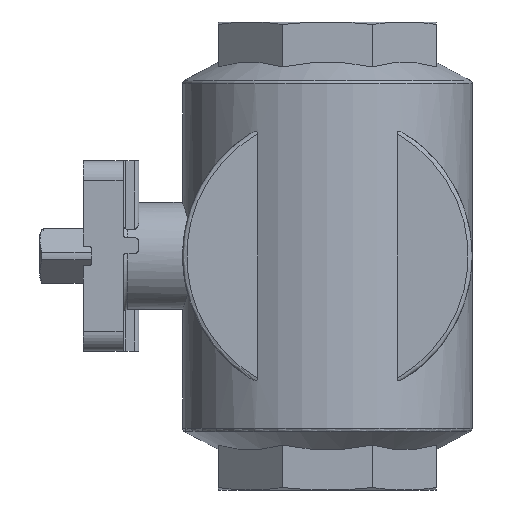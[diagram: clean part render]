
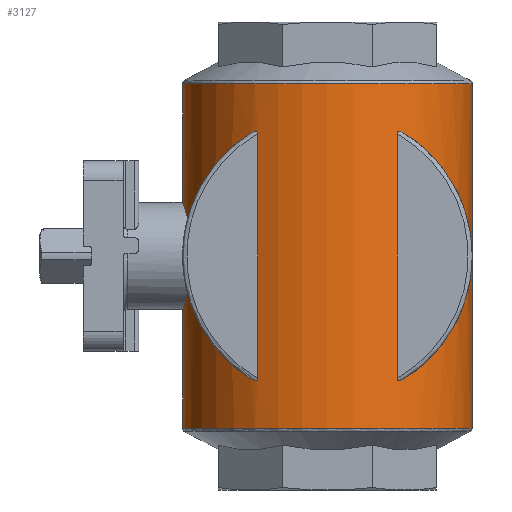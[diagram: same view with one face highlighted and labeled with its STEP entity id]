
A CAD part, left-side view. The second image highlights one B-rep face of the part: STEP entity #3127.
In plain terms, the highlighted cylindrical face has radius 36.5 mm (diameter 73 mm), a full revolution.
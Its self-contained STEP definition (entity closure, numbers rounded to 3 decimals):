
#23=ELLIPSE('',#3409,51.619,36.5);
#24=ELLIPSE('',#3410,51.619,36.5);
#25=ELLIPSE('',#3411,51.619,36.5);
#26=ELLIPSE('',#3412,51.619,36.5);
#27=ELLIPSE('',#3413,51.619,36.5);
#28=ELLIPSE('',#3414,51.619,36.5);
#146=B_SPLINE_CURVE_WITH_KNOTS('',3,(#4931,#4932,#4933,#4934,#4935,#4936,
#4937,#4938),.UNSPECIFIED.,.F.,.F.,(4,1,1,1,1,4),(0.032,0.037,
0.043,0.048,0.051,0.053),
 .UNSPECIFIED.);
#148=B_SPLINE_CURVE_WITH_KNOTS('',3,(#4949,#4950,#4951,#4952,#4953,#4954,
#4955),.UNSPECIFIED.,.F.,.F.,(4,1,1,1,4),(0.075,0.08,
0.085,0.09,0.096),.UNSPECIFIED.);
#169=B_SPLINE_CURVE_WITH_KNOTS('',3,(#5144,#5145,#5146,#5147,#5148,#5149,
#5150,#5151),.UNSPECIFIED.,.F.,.F.,(4,1,1,1,1,4),(0.,0.001,
0.001,0.002,0.002,0.002),
 .UNSPECIFIED.);
#170=B_SPLINE_CURVE_WITH_KNOTS('',3,(#5155,#5156,#5157,#5158,#5159,#5160,
#5161,#5162),.UNSPECIFIED.,.F.,.F.,(4,1,1,1,1,4),(0.003,0.003,
0.004,0.004,0.005,0.005),
 .UNSPECIFIED.);
#171=B_SPLINE_CURVE_WITH_KNOTS('',3,(#5169,#5170,#5171,#5172,#5173,#5174,
#5175,#5176),.UNSPECIFIED.,.F.,.F.,(4,1,1,1,1,4),(0.,0.001,
0.001,0.002,0.002,0.002),
 .UNSPECIFIED.);
#172=B_SPLINE_CURVE_WITH_KNOTS('',3,(#5180,#5181,#5182,#5183,#5184,#5185,
#5186,#5187),.UNSPECIFIED.,.F.,.F.,(4,1,1,1,1,4),(0.003,0.003,
0.004,0.004,0.005,0.005),
 .UNSPECIFIED.);
#415=LINE('',#5153,#590);
#416=LINE('',#5178,#591);
#590=VECTOR('',#3971,1000.);
#591=VECTOR('',#3978,1000.);
#948=ORIENTED_EDGE('',*,*,#1849,.F.);
#949=ORIENTED_EDGE('',*,*,#1795,.F.);
#950=ORIENTED_EDGE('',*,*,#1850,.F.);
#951=ORIENTED_EDGE('',*,*,#1851,.T.);
#952=ORIENTED_EDGE('',*,*,#1852,.F.);
#953=ORIENTED_EDGE('',*,*,#1853,.T.);
#954=ORIENTED_EDGE('',*,*,#1854,.F.);
#955=ORIENTED_EDGE('',*,*,#1793,.F.);
#956=ORIENTED_EDGE('',*,*,#1855,.F.);
#957=ORIENTED_EDGE('',*,*,#1856,.F.);
#958=ORIENTED_EDGE('',*,*,#1857,.T.);
#959=ORIENTED_EDGE('',*,*,#1858,.F.);
#960=ORIENTED_EDGE('',*,*,#1859,.T.);
#961=ORIENTED_EDGE('',*,*,#1860,.F.);
#962=ORIENTED_EDGE('',*,*,#1861,.F.);
#963=ORIENTED_EDGE('',*,*,#1862,.T.);
#1793=EDGE_CURVE('',#2234,#2235,#146,.T.);
#1795=EDGE_CURVE('',#2236,#2237,#148,.T.);
#1849=EDGE_CURVE('',#2280,#2280,#2495,.T.);
#1850=EDGE_CURVE('',#2281,#2236,#23,.T.);
#1851=EDGE_CURVE('',#2281,#2282,#169,.T.);
#1852=EDGE_CURVE('',#2283,#2282,#415,.F.);
#1853=EDGE_CURVE('',#2283,#2284,#170,.T.);
#1854=EDGE_CURVE('',#2235,#2284,#24,.F.);
#1855=EDGE_CURVE('',#2285,#2234,#25,.F.);
#1856=EDGE_CURVE('',#2286,#2285,#26,.F.);
#1857=EDGE_CURVE('',#2286,#2287,#171,.T.);
#1858=EDGE_CURVE('',#2288,#2287,#416,.T.);
#1859=EDGE_CURVE('',#2288,#2289,#172,.T.);
#1860=EDGE_CURVE('',#2285,#2289,#27,.T.);
#1861=EDGE_CURVE('',#2237,#2285,#28,.T.);
#1862=EDGE_CURVE('',#2290,#2290,#2496,.T.);
#2234=VERTEX_POINT('',#4939);
#2235=VERTEX_POINT('',#4940);
#2236=VERTEX_POINT('',#4948);
#2237=VERTEX_POINT('',#4956);
#2280=VERTEX_POINT('',#5141);
#2281=VERTEX_POINT('',#5143);
#2282=VERTEX_POINT('',#5152);
#2283=VERTEX_POINT('',#5154);
#2284=VERTEX_POINT('',#5163);
#2285=VERTEX_POINT('',#5166);
#2286=VERTEX_POINT('',#5168);
#2287=VERTEX_POINT('',#5177);
#2288=VERTEX_POINT('',#5179);
#2289=VERTEX_POINT('',#5188);
#2290=VERTEX_POINT('',#5192);
#2495=CIRCLE('',#3408,36.5);
#2496=CIRCLE('',#3415,36.5);
#2623=EDGE_LOOP('',(#948));
#2624=EDGE_LOOP('',(#949,#950,#951,#952,#953,#954,#955,#956,#957,#958,#959,
#960,#961,#962));
#2625=EDGE_LOOP('',(#963));
#2855=FACE_BOUND('',#2623,.T.);
#2856=FACE_BOUND('',#2624,.T.);
#2857=FACE_BOUND('',#2625,.T.);
#3051=CYLINDRICAL_SURFACE('',#3407,36.5);
#3127=ADVANCED_FACE('',(#2855,#2856,#2857),#3051,.T.);
#3407=AXIS2_PLACEMENT_3D('',#5139,#3965,#3966);
#3408=AXIS2_PLACEMENT_3D('',#5140,#3967,#3968);
#3409=AXIS2_PLACEMENT_3D('',#5142,#3969,#3970);
#3410=AXIS2_PLACEMENT_3D('',#5164,#3972,#3973);
#3411=AXIS2_PLACEMENT_3D('',#5165,#3974,#3975);
#3412=AXIS2_PLACEMENT_3D('',#5167,#3976,#3977);
#3413=AXIS2_PLACEMENT_3D('',#5189,#3979,#3980);
#3414=AXIS2_PLACEMENT_3D('',#5190,#3981,#3982);
#3415=AXIS2_PLACEMENT_3D('',#5191,#3983,#3984);
#3965=DIRECTION('',(0.,0.,-1.));
#3966=DIRECTION('',(0.,1.,0.));
#3967=DIRECTION('',(0.,0.,-1.));
#3968=DIRECTION('',(0.,1.,0.));
#3969=DIRECTION('',(-0.707,0.,-0.707));
#3970=DIRECTION('',(0.707,0.,-0.707));
#3971=DIRECTION('',(0.,0.,-1.));
#3972=DIRECTION('',(0.707,0.,-0.707));
#3973=DIRECTION('',(-0.707,0.,-0.707));
#3974=DIRECTION('',(-0.707,0.,-0.707));
#3975=DIRECTION('',(0.707,0.,-0.707));
#3976=DIRECTION('',(0.707,0.,-0.707));
#3977=DIRECTION('',(-0.707,0.,-0.707));
#3978=DIRECTION('',(0.,0.,-1.));
#3979=DIRECTION('',(-0.707,0.,-0.707));
#3980=DIRECTION('',(0.707,0.,-0.707));
#3981=DIRECTION('',(0.707,0.,-0.707));
#3982=DIRECTION('',(-0.707,0.,-0.707));
#3983=DIRECTION('',(0.,0.,-1.));
#3984=DIRECTION('',(0.,1.,0.));
#4931=CARTESIAN_POINT('',(9.546,35.23,-9.546));
#4932=CARTESIAN_POINT('',(8.307,35.565,-10.784));
#4933=CARTESIAN_POINT('',(5.344,36.224,-12.779));
#4934=CARTESIAN_POINT('',(0.008,36.637,-13.858));
#4935=CARTESIAN_POINT('',(-4.438,36.296,-12.968));
#4936=CARTESIAN_POINT('',(-7.573,35.729,-11.279));
#4937=CARTESIAN_POINT('',(-8.922,35.399,-10.17));
#4938=CARTESIAN_POINT('',(-9.546,35.23,-9.546));
#4939=CARTESIAN_POINT('',(9.546,35.23,-9.546));
#4940=CARTESIAN_POINT('',(-9.546,35.23,-9.546));
#4948=CARTESIAN_POINT('',(-9.546,35.23,9.546));
#4949=CARTESIAN_POINT('',(-9.546,35.23,9.546));
#4950=CARTESIAN_POINT('',(-8.308,35.565,10.784));
#4951=CARTESIAN_POINT('',(-5.341,36.225,12.78));
#4952=CARTESIAN_POINT('',(-0.007,36.638,13.859));
#4953=CARTESIAN_POINT('',(5.343,36.225,12.782));
#4954=CARTESIAN_POINT('',(8.313,35.564,10.779));
#4955=CARTESIAN_POINT('',(9.546,35.23,9.546));
#4956=CARTESIAN_POINT('',(9.546,35.23,9.546));
#5139=CARTESIAN_POINT('',(0.,0.,-59.));
#5140=CARTESIAN_POINT('',(0.,0.,-43.406));
#5141=CARTESIAN_POINT('',(0.,36.5,-43.406));
#5142=CARTESIAN_POINT('',(0.,0.,0.));
#5143=CARTESIAN_POINT('',(-31.,19.268,31.));
#5144=CARTESIAN_POINT('',(-31.,19.268,31.));
#5145=CARTESIAN_POINT('',(-31.091,19.122,31.091));
#5146=CARTESIAN_POINT('',(-31.275,18.821,31.247));
#5147=CARTESIAN_POINT('',(-31.562,18.336,31.386));
#5148=CARTESIAN_POINT('',(-31.81,17.9,31.384));
#5149=CARTESIAN_POINT('',(-31.975,17.602,31.155));
#5150=CARTESIAN_POINT('',(-32.,17.557,30.952));
#5151=CARTESIAN_POINT('',(-32.,17.557,30.854));
#5152=CARTESIAN_POINT('',(-32.,17.557,30.854));
#5153=CARTESIAN_POINT('',(-32.,17.557,-59.));
#5154=CARTESIAN_POINT('',(-32.,17.557,-30.854));
#5155=CARTESIAN_POINT('',(-32.,17.557,-30.854));
#5156=CARTESIAN_POINT('',(-32.,17.557,-30.952));
#5157=CARTESIAN_POINT('',(-31.976,17.602,-31.153));
#5158=CARTESIAN_POINT('',(-31.811,17.899,-31.384));
#5159=CARTESIAN_POINT('',(-31.562,18.335,-31.386));
#5160=CARTESIAN_POINT('',(-31.277,18.817,-31.249));
#5161=CARTESIAN_POINT('',(-31.091,19.122,-31.091));
#5162=CARTESIAN_POINT('',(-31.,19.268,-31.));
#5163=CARTESIAN_POINT('',(-31.,19.268,-31.));
#5164=CARTESIAN_POINT('',(0.,0.,0.));
#5165=CARTESIAN_POINT('',(0.,0.,0.));
#5166=CARTESIAN_POINT('',(0.,-36.5,0.));
#5167=CARTESIAN_POINT('',(0.,0.,0.));
#5168=CARTESIAN_POINT('',(-31.,-19.268,-31.));
#5169=CARTESIAN_POINT('',(-31.,-19.268,-31.));
#5170=CARTESIAN_POINT('',(-31.091,-19.122,-31.091));
#5171=CARTESIAN_POINT('',(-31.275,-18.821,-31.247));
#5172=CARTESIAN_POINT('',(-31.562,-18.336,-31.386));
#5173=CARTESIAN_POINT('',(-31.81,-17.9,-31.384));
#5174=CARTESIAN_POINT('',(-31.975,-17.602,-31.155));
#5175=CARTESIAN_POINT('',(-32.,-17.557,-30.952));
#5176=CARTESIAN_POINT('',(-32.,-17.557,-30.854));
#5177=CARTESIAN_POINT('',(-32.,-17.557,-30.854));
#5178=CARTESIAN_POINT('',(-32.,-17.557,-59.));
#5179=CARTESIAN_POINT('',(-32.,-17.557,30.854));
#5180=CARTESIAN_POINT('',(-32.,-17.557,30.854));
#5181=CARTESIAN_POINT('',(-32.,-17.557,30.952));
#5182=CARTESIAN_POINT('',(-31.976,-17.602,31.153));
#5183=CARTESIAN_POINT('',(-31.811,-17.899,31.384));
#5184=CARTESIAN_POINT('',(-31.562,-18.335,31.386));
#5185=CARTESIAN_POINT('',(-31.277,-18.817,31.249));
#5186=CARTESIAN_POINT('',(-31.091,-19.122,31.091));
#5187=CARTESIAN_POINT('',(-31.,-19.268,31.));
#5188=CARTESIAN_POINT('',(-31.,-19.268,31.));
#5189=CARTESIAN_POINT('',(0.,0.,0.));
#5190=CARTESIAN_POINT('',(0.,0.,0.));
#5191=CARTESIAN_POINT('',(0.,0.,43.406));
#5192=CARTESIAN_POINT('',(0.,36.5,43.406));
